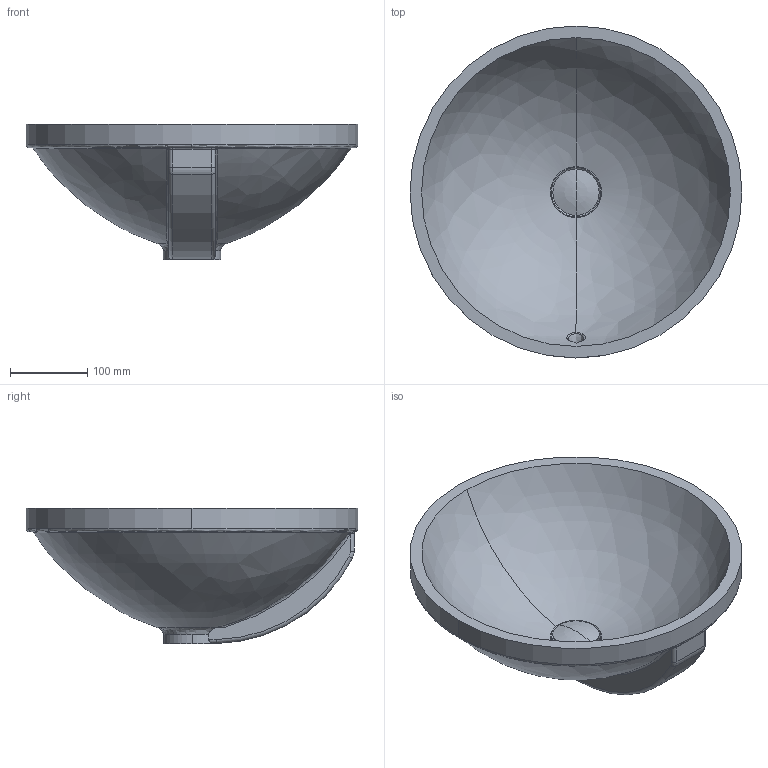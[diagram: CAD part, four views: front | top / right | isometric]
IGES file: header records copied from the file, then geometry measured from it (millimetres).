
Global section: file name: No Iges File Name specified; native system: Autodesk Inventor 2009; preprocessor: AutoDesk Inventor Iges Exporter R2009; author: Andreas; date: 20110228.150038; units: millimetre
Bounding box: 430 x 430 x 175 mm (x, y, z)
Volume: 3798903.9 mm3; surface area: 475196.4 mm2
Topology: 3 solids, 3 shells, 87 faces, 224 edges, 142 vertices
Faces by surface type: cylinder 22, plane 21, bspline 19, torus 14, revolution 9, cone 2
